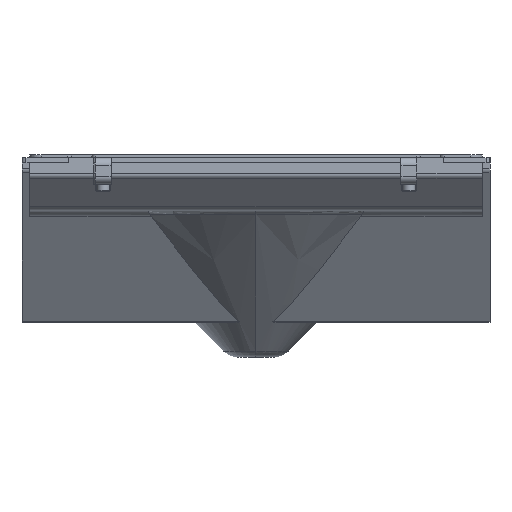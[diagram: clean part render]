
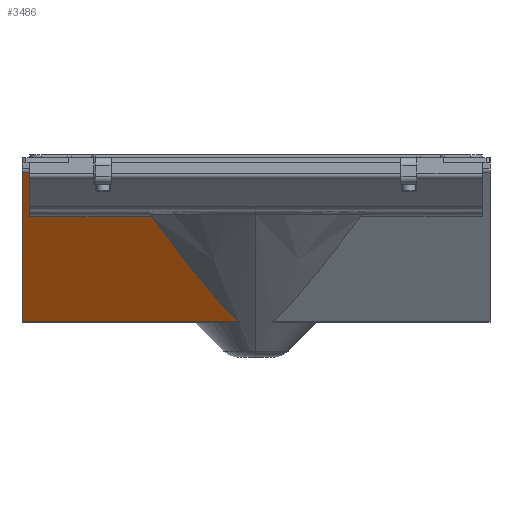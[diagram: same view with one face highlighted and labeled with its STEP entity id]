
A CAD part, left-side view. The second image highlights one B-rep face of the part: STEP entity #3486.
In plain terms, the highlighted planar face has unit normal (-0.83, 0, -0.557).
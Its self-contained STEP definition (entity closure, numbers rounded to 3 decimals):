
#958 = VERTEX_POINT ( 'NONE', #32632 ) ;
#1103 = CARTESIAN_POINT ( 'NONE',  ( 116.253, 210.037, -97.28 ) ) ;
#1415 = DIRECTION ( 'NONE',  ( 0., 1., 0. ) ) ;
#2948 = EDGE_CURVE ( 'NONE', #20164, #9757, #28780, .T. ) ;
#3175 = PLANE ( 'NONE',  #21882 ) ;
#3485 = LINE ( 'NONE', #35314, #5317 ) ;
#3486 = ADVANCED_FACE ( 'NONE', ( #20553 ), #3175, .T. ) ;
#3863 = ORIENTED_EDGE ( 'NONE', *, *, #5806, .F. ) ;
#4037 = CARTESIAN_POINT ( 'NONE',  ( 107.39, 220.848, -84.072 ) ) ;
#4126 = ORIENTED_EDGE ( 'NONE', *, *, #36231, .T. ) ;
#4156 = CARTESIAN_POINT ( 'NONE',  ( 129.957, 190.655, -117.701 ) ) ;
#4879 = B_SPLINE_CURVE_WITH_KNOTS ( 'NONE', 3,
 ( #30156, #24555, #24306, #27590, #10150, #4037, #18561, #33295, #1103, #15760, #30029, #24436, #27094, #24176, #27336, #36099, #6972, #4156, #9900, #30286 ),
 .UNSPECIFIED., .F., .F.,
 ( 4, 2, 2, 2, 2, 2, 2, 2, 2, 4 ),
 ( 0.006, 0.035, 0.064, 0.078, 0.093, 0.1, 0.107, 0.114, 0.118, 0.122 ),
 .UNSPECIFIED. ) ;
#5317 = VECTOR ( 'NONE', #29480, 1000. ) ;
#5806 = EDGE_CURVE ( 'NONE', #21521, #21770, #4879, .T. ) ;
#6972 = CARTESIAN_POINT ( 'NONE',  ( 128.977, 192.337, -116.24 ) ) ;
#6975 = DIRECTION ( 'NONE',  ( 0.557, 0., -0.83 ) ) ;
#8444 = DIRECTION ( 'NONE',  ( 0., -1., 0. ) ) ;
#9743 = CARTESIAN_POINT ( 'NONE',  ( 55.838, 346.2, -7.249 ) ) ;
#9757 = VERTEX_POINT ( 'NONE', #18579 ) ;
#9900 = CARTESIAN_POINT ( 'NONE',  ( 130.438, 189.79, -118.418 ) ) ;
#10150 = CARTESIAN_POINT ( 'NONE',  ( 100.683, 228.802, -74.077 ) ) ;
#10399 = DIRECTION ( 'NONE',  ( 0., -1., 0. ) ) ;
#10965 = CARTESIAN_POINT ( 'NONE',  ( 55.838, 352., -7.249 ) ) ;
#12525 = LINE ( 'NONE', #10965, #34804 ) ;
#13272 = VECTOR ( 'NONE', #6975, 1000. ) ;
#14912 = ORIENTED_EDGE ( 'NONE', *, *, #2948, .F. ) ;
#15760 = CARTESIAN_POINT ( 'NONE',  ( 119.523, 205.841, -102.152 ) ) ;
#16210 = LINE ( 'NONE', #27848, #17559 ) ;
#16910 = ORIENTED_EDGE ( 'NONE', *, *, #22429, .F. ) ;
#17485 = EDGE_CURVE ( 'NONE', #958, #21770, #16210, .T. ) ;
#17559 = VECTOR ( 'NONE', #10399, 1000. ) ;
#18561 = CARTESIAN_POINT ( 'NONE',  ( 109.619, 218.178, -87.393 ) ) ;
#18579 = CARTESIAN_POINT ( 'NONE',  ( 78.103, 346.2, -40.428 ) ) ;
#19059 = EDGE_CURVE ( 'NONE', #21521, #9757, #27089, .T. ) ;
#19178 = CARTESIAN_POINT ( 'NONE',  ( 147.266, 346.2, -143.495 ) ) ;
#19337 = VECTOR ( 'NONE', #1415, 1000. ) ;
#20164 = VERTEX_POINT ( 'NONE', #9743 ) ;
#20553 = FACE_OUTER_BOUND ( 'NONE', #26815, .T. ) ;
#20888 = DIRECTION ( 'NONE',  ( -0.557, 0., 0.83 ) ) ;
#21521 = VERTEX_POINT ( 'NONE', #35679 ) ;
#21770 = VERTEX_POINT ( 'NONE', #22095 ) ;
#21882 = AXIS2_PLACEMENT_3D ( 'NONE', #35244, #29538, #20888 ) ;
#22095 = CARTESIAN_POINT ( 'NONE',  ( 130.906, 188.889, -119.114 ) ) ;
#22429 = EDGE_CURVE ( 'NONE', #24827, #20164, #12525, .T. ) ;
#24176 = CARTESIAN_POINT ( 'NONE',  ( 125.923, 197.092, -111.69 ) ) ;
#24306 = CARTESIAN_POINT ( 'NONE',  ( 87.159, 244.424, -53.924 ) ) ;
#24436 = CARTESIAN_POINT ( 'NONE',  ( 122.755, 201.551, -106.969 ) ) ;
#24555 = CARTESIAN_POINT ( 'NONE',  ( 82.634, 249.587, -47.181 ) ) ;
#24827 = VERTEX_POINT ( 'NONE', #30121 ) ;
#26815 = EDGE_LOOP ( 'NONE', ( #3863, #27700, #14912, #16910, #4126, #29902 ) ) ;
#27089 = LINE ( 'NONE', #33718, #19337 ) ;
#27094 = CARTESIAN_POINT ( 'NONE',  ( 123.821, 200.09, -108.557 ) ) ;
#27336 = CARTESIAN_POINT ( 'NONE',  ( 126.96, 195.557, -113.235 ) ) ;
#27590 = CARTESIAN_POINT ( 'NONE',  ( 96.183, 234.03, -67.371 ) ) ;
#27700 = ORIENTED_EDGE ( 'NONE', *, *, #19059, .T. ) ;
#27848 = CARTESIAN_POINT ( 'NONE',  ( 130.906, 352., -119.114 ) ) ;
#28780 = LINE ( 'NONE', #19178, #13272 ) ;
#29480 = DIRECTION ( 'NONE',  ( 0.557, 0., -0.83 ) ) ;
#29538 = DIRECTION ( 'NONE',  ( -0.83, 0., -0.557 ) ) ;
#29902 = ORIENTED_EDGE ( 'NONE', *, *, #17485, .T. ) ;
#30029 = CARTESIAN_POINT ( 'NONE',  ( 120.606, 204.427, -103.766 ) ) ;
#30121 = CARTESIAN_POINT ( 'NONE',  ( 55.838, 352., -7.249 ) ) ;
#30156 = CARTESIAN_POINT ( 'NONE',  ( 78.103, 254.734, -40.428 ) ) ;
#30286 = CARTESIAN_POINT ( 'NONE',  ( 130.906, 188.889, -119.114 ) ) ;
#32632 = CARTESIAN_POINT ( 'NONE',  ( 130.906, 352., -119.114 ) ) ;
#33295 = CARTESIAN_POINT ( 'NONE',  ( 114.05, 212.772, -93.996 ) ) ;
#33718 = CARTESIAN_POINT ( 'NONE',  ( 78.103, 346.2, -40.428 ) ) ;
#34804 = VECTOR ( 'NONE', #8444, 1000. ) ;
#35244 = CARTESIAN_POINT ( 'NONE',  ( 55.838, 352., -7.249 ) ) ;
#35314 = CARTESIAN_POINT ( 'NONE',  ( 55.838, 352., -7.249 ) ) ;
#35679 = CARTESIAN_POINT ( 'NONE',  ( 78.103, 254.734, -40.428 ) ) ;
#36099 = CARTESIAN_POINT ( 'NONE',  ( 128.478, 193.155, -115.496 ) ) ;
#36231 = EDGE_CURVE ( 'NONE', #24827, #958, #3485, .T. ) ;
